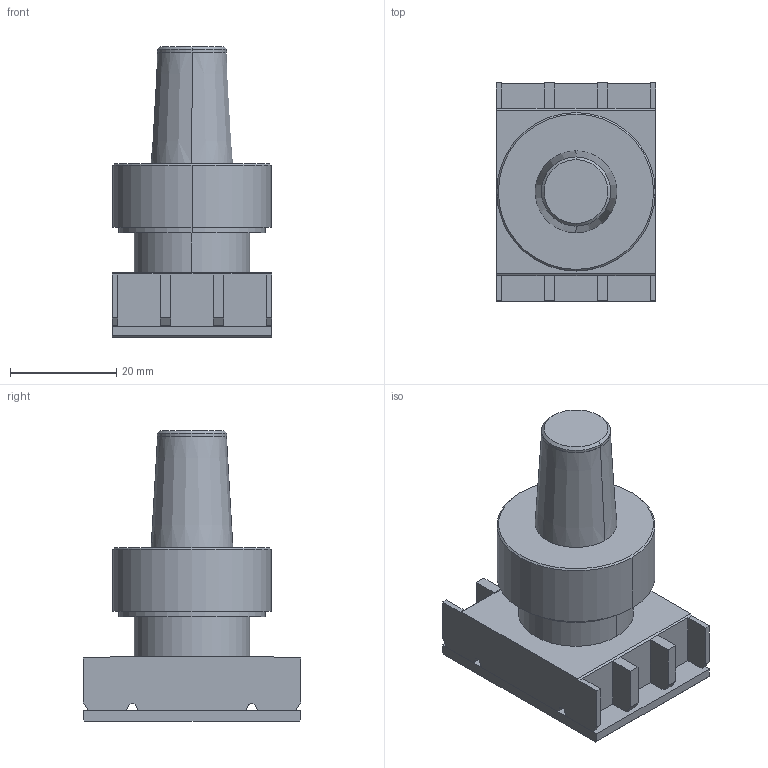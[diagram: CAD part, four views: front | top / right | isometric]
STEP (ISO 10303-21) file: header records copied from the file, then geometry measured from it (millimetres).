
FILE_DESCRIPTION((''),'2;1');
FILE_NAME('3d_8LM2TP110.stp','2012-10-03T09:52:36',(''),(''),'Mechanical Desktop 2011','Mechanical Desktop 2011',', , ');
FILE_SCHEMA(('CONFIG_CONTROL_DESIGN'));
Length unit declared in the file: millimetre
Products named in the file (1): Product
Bounding box: 30 x 41 x 54.65 mm (x, y, z)
Volume: 27656.5 mm3; surface area: 10804.6 mm2
Topology: 3 solids, 3 shells, 102 faces, 258 edges, 166 vertices
Faces by surface type: plane 86, cylinder 10, cone 6
Entity records: 3103 total; most frequent: CARTESIAN_POINT 527, ORIENTED_EDGE 516, DIRECTION 498, EDGE_CURVE 258, VECTOR 224, LINE 224, VERTEX_POINT 166, AXIS2_PLACEMENT_3D 137
